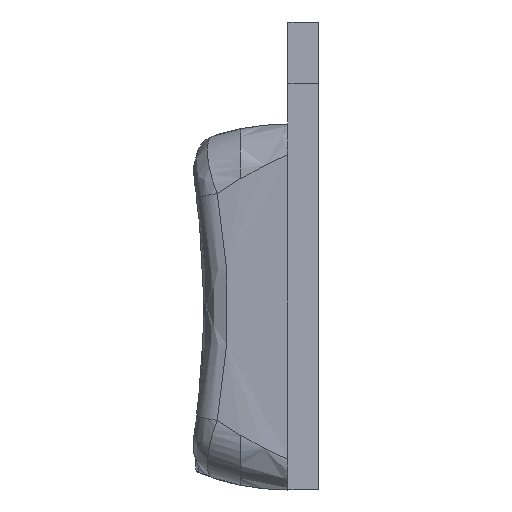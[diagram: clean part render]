
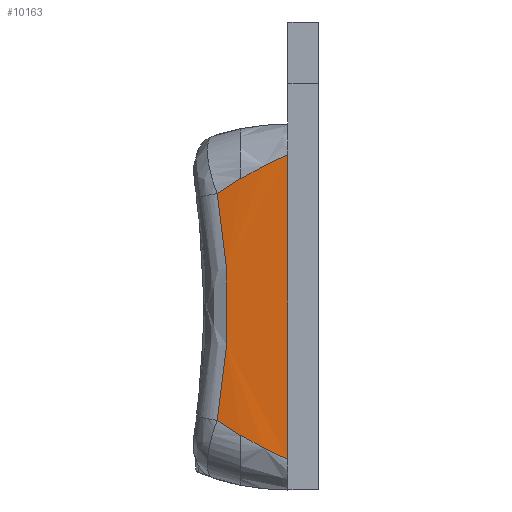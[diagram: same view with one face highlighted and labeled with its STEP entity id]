
A CAD part, left-side view. The second image highlights one B-rep face of the part: STEP entity #10163.
In plain terms, the highlighted cylindrical face has radius 20.743 mm (diameter 41.487 mm), a partial arc.
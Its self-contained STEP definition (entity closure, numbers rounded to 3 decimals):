
#49=CYLINDRICAL_SURFACE('',#10767,20.743);
#421=FACE_OUTER_BOUND('',#1014,.T.);
#1014=EDGE_LOOP('',(#7060,#7061,#7062,#7063,#7064,#7065,#7066,#7067));
#1557=B_SPLINE_CURVE_WITH_KNOTS('',3,(#14921,#14922,#14923,#14924),
 .UNSPECIFIED.,.F.,.F.,(4,4),(-1.116,0.),
 .UNSPECIFIED.);
#1561=B_SPLINE_CURVE_WITH_KNOTS('',3,(#15014,#15015,#15016,#15017),
 .UNSPECIFIED.,.F.,.F.,(4,4),(-0.188,-0.054),
 .UNSPECIFIED.);
#1566=B_SPLINE_CURVE_WITH_KNOTS('',3,(#15067,#15068,#15069,#15070),
 .UNSPECIFIED.,.F.,.F.,(4,4),(0.054,0.188),
 .UNSPECIFIED.);
#1567=B_SPLINE_CURVE_WITH_KNOTS('',3,(#15073,#15074,#15075,#15076),
 .UNSPECIFIED.,.F.,.F.,(4,4),(0.,0.259),
 .UNSPECIFIED.);
#1568=B_SPLINE_CURVE_WITH_KNOTS('',3,(#15078,#15079,#15080,#15081),
 .UNSPECIFIED.,.F.,.F.,(4,4),(0.146,0.404),
 .UNSPECIFIED.);
#1895=LINE('',#13482,#2963);
#2126=LINE('',#15072,#3194);
#2127=LINE('',#15082,#3195);
#2963=VECTOR('',#11245,10.);
#3194=VECTOR('',#11684,10.);
#3195=VECTOR('',#11685,10.);
#4032=VERTEX_POINT('',#13468);
#4033=VERTEX_POINT('',#13481);
#4224=VERTEX_POINT('',#14884);
#4226=VERTEX_POINT('',#14919);
#4227=VERTEX_POINT('',#15013);
#4231=VERTEX_POINT('',#15066);
#4232=VERTEX_POINT('',#15071);
#4233=VERTEX_POINT('',#15077);
#4998=EDGE_CURVE('',#4032,#4033,#1895,.T.);
#5291=EDGE_CURVE('',#4226,#4224,#1557,.T.);
#5295=EDGE_CURVE('',#4224,#4227,#1561,.T.);
#5300=EDGE_CURVE('',#4231,#4226,#1566,.T.);
#5301=EDGE_CURVE('',#4232,#4231,#2126,.T.);
#5302=EDGE_CURVE('',#4033,#4232,#1567,.T.);
#5303=EDGE_CURVE('',#4233,#4032,#1568,.T.);
#5304=EDGE_CURVE('',#4227,#4233,#2127,.T.);
#7060=ORIENTED_EDGE('',*,*,#5291,.F.);
#7061=ORIENTED_EDGE('',*,*,#5300,.F.);
#7062=ORIENTED_EDGE('',*,*,#5301,.F.);
#7063=ORIENTED_EDGE('',*,*,#5302,.F.);
#7064=ORIENTED_EDGE('',*,*,#4998,.F.);
#7065=ORIENTED_EDGE('',*,*,#5303,.F.);
#7066=ORIENTED_EDGE('',*,*,#5304,.F.);
#7067=ORIENTED_EDGE('',*,*,#5295,.F.);
#10163=ADVANCED_FACE('',(#421),#49,.T.);
#10767=AXIS2_PLACEMENT_3D('',#15065,#11682,#11683);
#11245=DIRECTION('',(0.,0.,-1.));
#11682=DIRECTION('center_axis',(0.,0.,1.));
#11683=DIRECTION('ref_axis',(-0.92,0.391,0.));
#11684=DIRECTION('',(0.,0.,-1.));
#11685=DIRECTION('',(0.,0.,-1.));
#13468=CARTESIAN_POINT('',(-102.85,3.5,-148.175));
#13481=CARTESIAN_POINT('',(-102.85,3.5,-163.075));
#13482=CARTESIAN_POINT('',(-102.85,3.5,-155.625));
#14884=CARTESIAN_POINT('',(-102.559,6.961,-150.073));
#14919=CARTESIAN_POINT('',(-102.559,6.961,-161.177));
#14921=CARTESIAN_POINT('Ctrl Pts',(-102.559,6.961,-161.177));
#14922=CARTESIAN_POINT('Ctrl Pts',(-102.677,6.268,-157.515));
#14923=CARTESIAN_POINT('Ctrl Pts',(-102.677,6.268,-153.735));
#14924=CARTESIAN_POINT('Ctrl Pts',(-102.559,6.961,-150.073));
#15013=CARTESIAN_POINT('',(-102.722,5.8,-149.33));
#15014=CARTESIAN_POINT('Ctrl Pts',(-102.559,6.961,-150.073));
#15015=CARTESIAN_POINT('Ctrl Pts',(-102.623,6.587,-149.807));
#15016=CARTESIAN_POINT('Ctrl Pts',(-102.678,6.199,-149.559));
#15017=CARTESIAN_POINT('Ctrl Pts',(-102.722,5.8,-149.33));
#15065=CARTESIAN_POINT('Origin',(-82.107,3.5,-155.625));
#15066=CARTESIAN_POINT('',(-102.722,5.8,-161.919));
#15067=CARTESIAN_POINT('Ctrl Pts',(-102.722,5.8,-161.919));
#15068=CARTESIAN_POINT('Ctrl Pts',(-102.678,6.199,-161.691));
#15069=CARTESIAN_POINT('Ctrl Pts',(-102.623,6.587,-161.443));
#15070=CARTESIAN_POINT('Ctrl Pts',(-102.559,6.961,-161.177));
#15071=CARTESIAN_POINT('',(-102.722,5.8,-161.888));
#15072=CARTESIAN_POINT('',(-102.722,5.8,-155.625));
#15073=CARTESIAN_POINT('Ctrl Pts',(-102.85,3.5,-163.075));
#15074=CARTESIAN_POINT('Ctrl Pts',(-102.85,4.292,-162.755));
#15075=CARTESIAN_POINT('Ctrl Pts',(-102.804,5.066,-162.355));
#15076=CARTESIAN_POINT('Ctrl Pts',(-102.722,5.8,-161.888));
#15077=CARTESIAN_POINT('',(-102.722,5.8,-149.361));
#15078=CARTESIAN_POINT('Ctrl Pts',(-102.722,5.8,-149.361));
#15079=CARTESIAN_POINT('Ctrl Pts',(-102.804,5.066,-148.895));
#15080=CARTESIAN_POINT('Ctrl Pts',(-102.85,4.292,-148.495));
#15081=CARTESIAN_POINT('Ctrl Pts',(-102.85,3.5,-148.175));
#15082=CARTESIAN_POINT('',(-102.722,5.8,-155.625));
